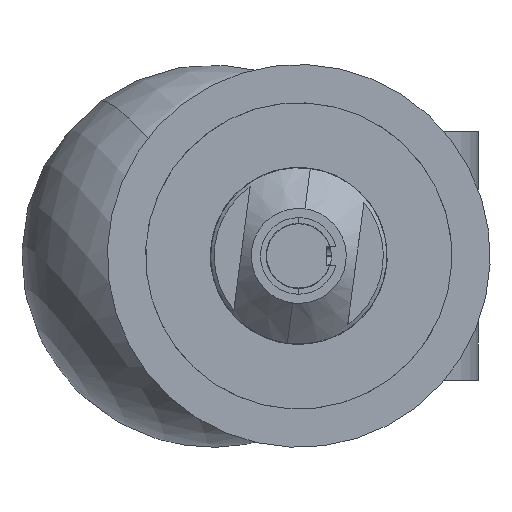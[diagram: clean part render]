
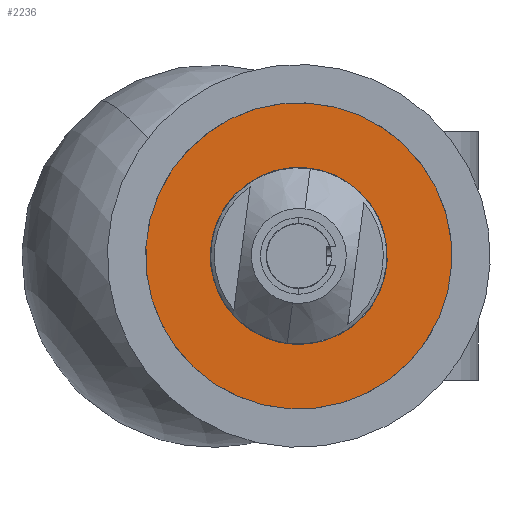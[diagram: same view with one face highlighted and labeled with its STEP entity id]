
A CAD part, left-side view. The second image highlights one B-rep face of the part: STEP entity #2236.
In plain terms, the highlighted planar face has unit normal (-1, 0, 0).
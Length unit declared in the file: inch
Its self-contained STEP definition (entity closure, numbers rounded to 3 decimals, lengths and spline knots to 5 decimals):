
#38 = FACE_OUTER_BOUND ( 'NONE', #7530, .T. ) ;
#82 = CARTESIAN_POINT ( 'NONE',  ( -0.3515, 0.24049, 0.16026 ) ) ;
#297 = DIRECTION ( 'NONE',  ( -1., 0., 0. ) ) ;
#362 = CARTESIAN_POINT ( 'NONE',  ( -0.3515, 0., 0. ) ) ;
#530 = DIRECTION ( 'NONE',  ( -1., 0., 0. ) ) ;
#741 = VERTEX_POINT ( 'NONE', #10893 ) ;
#1198 = CARTESIAN_POINT ( 'NONE',  ( -0.3515, -0.41608, -0.27727 ) ) ;
#1338 = FACE_BOUND ( 'NONE', #12782, .T. ) ;
#1755 = ORIENTED_EDGE ( 'NONE', *, *, #3840, .F. ) ;
#2236 = ADVANCED_FACE ( 'NONE', ( #1338, #38 ), #6765, .F. ) ;
#3631 = DIRECTION ( 'NONE',  ( 1., 0., 0. ) ) ;
#3817 = DIRECTION ( 'NONE',  ( 0., -0.832, -0.555 ) ) ;
#3840 = EDGE_CURVE ( 'NONE', #741, #13030, #11280, .T. ) ;
#4067 = ORIENTED_EDGE ( 'NONE', *, *, #10600, .T. ) ;
#4248 = VERTEX_POINT ( 'NONE', #1198 ) ;
#5128 = AXIS2_PLACEMENT_3D ( 'NONE', #11472, #12592, #7073 ) ;
#5955 = DIRECTION ( 'NONE',  ( 0., 0.832, 0.555 ) ) ;
#6233 = AXIS2_PLACEMENT_3D ( 'NONE', #9485, #10790, #8791 ) ;
#6765 = PLANE ( 'NONE',  #6995 ) ;
#6961 = CARTESIAN_POINT ( 'NONE',  ( -0.3515, -0.27727, 0.41608 ) ) ;
#6995 = AXIS2_PLACEMENT_3D ( 'NONE', #6961, #3631, #5955 ) ;
#7073 = DIRECTION ( 'NONE',  ( 0., -0.832, -0.555 ) ) ;
#7530 = EDGE_LOOP ( 'NONE', ( #4067, #11831 ) ) ;
#8200 = EDGE_CURVE ( 'NONE', #13030, #741, #12610, .T. ) ;
#8750 = AXIS2_PLACEMENT_3D ( 'NONE', #10376, #530, #3817 ) ;
#8791 = DIRECTION ( 'NONE',  ( 0., -0.832, -0.555 ) ) ;
#8864 = ORIENTED_EDGE ( 'NONE', *, *, #8200, .F. ) ;
#9267 = CIRCLE ( 'NONE', #11106, 0.5 ) ;
#9485 = CARTESIAN_POINT ( 'NONE',  ( -0.3515, 0., 0. ) ) ;
#10184 = EDGE_CURVE ( 'NONE', #12975, #4248, #11098, .T. ) ;
#10376 = CARTESIAN_POINT ( 'NONE',  ( -0.3515, 0., 0. ) ) ;
#10600 = EDGE_CURVE ( 'NONE', #4248, #12975, #9267, .T. ) ;
#10679 = CARTESIAN_POINT ( 'NONE',  ( -0.3515, 0.41608, 0.27727 ) ) ;
#10790 = DIRECTION ( 'NONE',  ( -1., 0., 0. ) ) ;
#10893 = CARTESIAN_POINT ( 'NONE',  ( -0.3515, -0.24049, -0.16026 ) ) ;
#11098 = CIRCLE ( 'NONE', #5128, 0.5 ) ;
#11106 = AXIS2_PLACEMENT_3D ( 'NONE', #362, #297, #13293 ) ;
#11280 = CIRCLE ( 'NONE', #6233, 0.289 ) ;
#11472 = CARTESIAN_POINT ( 'NONE',  ( -0.3515, 0., 0. ) ) ;
#11831 = ORIENTED_EDGE ( 'NONE', *, *, #10184, .T. ) ;
#12592 = DIRECTION ( 'NONE',  ( -1., 0., 0. ) ) ;
#12610 = CIRCLE ( 'NONE', #8750, 0.289 ) ;
#12782 = EDGE_LOOP ( 'NONE', ( #1755, #8864 ) ) ;
#12975 = VERTEX_POINT ( 'NONE', #10679 ) ;
#13030 = VERTEX_POINT ( 'NONE', #82 ) ;
#13293 = DIRECTION ( 'NONE',  ( 0., -0.832, -0.555 ) ) ;
